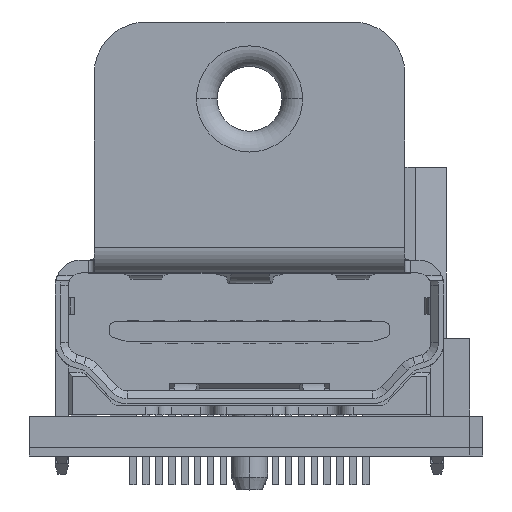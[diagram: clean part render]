
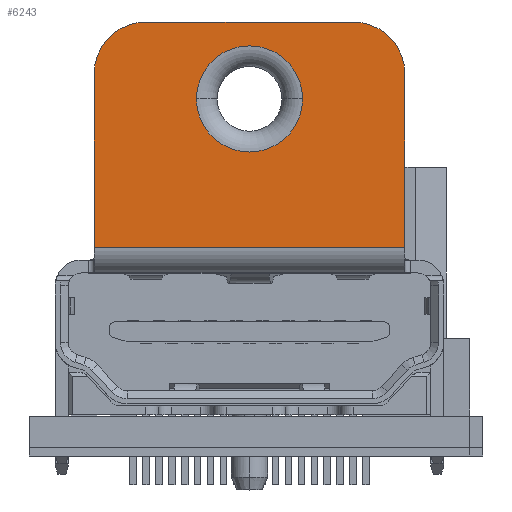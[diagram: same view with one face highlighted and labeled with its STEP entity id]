
A CAD part, left-side view. The second image highlights one B-rep face of the part: STEP entity #6243.
In plain terms, the highlighted planar face has unit normal (-1, 0, 0).
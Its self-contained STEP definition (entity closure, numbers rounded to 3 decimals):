
#548 = EDGE_LOOP ( 'NONE', ( #5728, #11629, #11013, #1708, #13236, #3325 ) ) ;
#915 = EDGE_CURVE ( 'NONE', #11657, #19861, #15483, .T. ) ;
#1098 = EDGE_CURVE ( 'NONE', #14858, #17491, #14473, .T. ) ;
#1708 = ORIENTED_EDGE ( 'NONE', *, *, #915, .T. ) ;
#2096 = VERTEX_POINT ( 'NONE', #4666 ) ;
#2294 = ORIENTED_EDGE ( 'NONE', *, *, #3631, .T. ) ;
#2561 = AXIS2_PLACEMENT_3D ( 'NONE', #7556, #20510, #12335 ) ;
#2694 = LINE ( 'NONE', #15111, #18792 ) ;
#3325 = ORIENTED_EDGE ( 'NONE', *, *, #10680, .T. ) ;
#3631 = EDGE_CURVE ( 'NONE', #20639, #2096, #10519, .T. ) ;
#4076 = CARTESIAN_POINT ( 'NONE',  ( 9., 22.5, 14.415 ) ) ;
#4666 = CARTESIAN_POINT ( 'NONE',  ( 9., 20.55, 13.445 ) ) ;
#5245 = CARTESIAN_POINT ( 'NONE',  ( 9., 14.5, 16.415 ) ) ;
#5504 = CARTESIAN_POINT ( 'NONE',  ( 9., 24.5, 7.715 ) ) ;
#5684 = CARTESIAN_POINT ( 'NONE',  ( 9., 12.5, 14.415 ) ) ;
#5728 = ORIENTED_EDGE ( 'NONE', *, *, #1098, .F. ) ;
#5891 = CARTESIAN_POINT ( 'NONE',  ( 9., 22.5, 16.415 ) ) ;
#6243 = ADVANCED_FACE ( 'NONE', ( #19364, #6832 ), #12275, .T. ) ;
#6510 = EDGE_CURVE ( 'NONE', #7659, #19861, #17566, .T. ) ;
#6832 = FACE_BOUND ( 'NONE', #18287, .T. ) ;
#6886 = EDGE_CURVE ( 'NONE', #21103, #11657, #2694, .T. ) ;
#7556 = CARTESIAN_POINT ( 'NONE',  ( 9., 18.5, 13.445 ) ) ;
#7659 = VERTEX_POINT ( 'NONE', #18664 ) ;
#9074 = DIRECTION ( 'NONE',  ( 0., 0., -1. ) ) ;
#9181 = AXIS2_PLACEMENT_3D ( 'NONE', #4076, #16895, #15501 ) ;
#10519 = CIRCLE ( 'NONE', #20280, 2.05 ) ;
#10680 = EDGE_CURVE ( 'NONE', #7659, #17491, #16261, .T. ) ;
#10740 = CARTESIAN_POINT ( 'NONE',  ( 9., 24.5, 7.715 ) ) ;
#11013 = ORIENTED_EDGE ( 'NONE', *, *, #6886, .T. ) ;
#11443 = CIRCLE ( 'NONE', #2561, 2.05 ) ;
#11596 = DIRECTION ( 'NONE',  ( 0., 0., -1. ) ) ;
#11629 = ORIENTED_EDGE ( 'NONE', *, *, #14062, .T. ) ;
#11657 = VERTEX_POINT ( 'NONE', #5504 ) ;
#12245 = DIRECTION ( 'NONE',  ( 0., -1., 0. ) ) ;
#12275 = PLANE ( 'NONE',  #18140 ) ;
#12335 = DIRECTION ( 'NONE',  ( 0., 1., 0. ) ) ;
#12442 = DIRECTION ( 'NONE',  ( 0., -1., 0. ) ) ;
#12460 = DIRECTION ( 'NONE',  ( -1., 0., 0. ) ) ;
#12731 = CARTESIAN_POINT ( 'NONE',  ( 9., 16.45, 13.445 ) ) ;
#12800 = DIRECTION ( 'NONE',  ( 1., 0., 0. ) ) ;
#13236 = ORIENTED_EDGE ( 'NONE', *, *, #6510, .F. ) ;
#13444 = VECTOR ( 'NONE', #9074, 1000. ) ;
#13945 = VECTOR ( 'NONE', #14895, 1000. ) ;
#14062 = EDGE_CURVE ( 'NONE', #14858, #21103, #15215, .T. ) ;
#14473 = LINE ( 'NONE', #18819, #13945 ) ;
#14858 = VERTEX_POINT ( 'NONE', #5891 ) ;
#14895 = DIRECTION ( 'NONE',  ( 0., -1., 0. ) ) ;
#15111 = CARTESIAN_POINT ( 'NONE',  ( 9., 24.5, 14.415 ) ) ;
#15215 = CIRCLE ( 'NONE', #9181, 2. ) ;
#15268 = CARTESIAN_POINT ( 'NONE',  ( 9., 12.5, 7.715 ) ) ;
#15483 = LINE ( 'NONE', #10740, #18038 ) ;
#15501 = DIRECTION ( 'NONE',  ( 0., 0., 1. ) ) ;
#15518 = DIRECTION ( 'NONE',  ( 0., 0., 1. ) ) ;
#15729 = CARTESIAN_POINT ( 'NONE',  ( 9., 24.5, 16.415 ) ) ;
#16251 = CARTESIAN_POINT ( 'NONE',  ( 9., 18.5, 13.445 ) ) ;
#16261 = CIRCLE ( 'NONE', #17120, 2. ) ;
#16524 = EDGE_CURVE ( 'NONE', #2096, #20639, #11443, .T. ) ;
#16895 = DIRECTION ( 'NONE',  ( -1., 0., 0. ) ) ;
#17120 = AXIS2_PLACEMENT_3D ( 'NONE', #20714, #12460, #12245 ) ;
#17491 = VERTEX_POINT ( 'NONE', #5245 ) ;
#17566 = LINE ( 'NONE', #5684, #13444 ) ;
#17812 = DIRECTION ( 'NONE',  ( 0., -1., 0. ) ) ;
#18038 = VECTOR ( 'NONE', #12442, 1000. ) ;
#18140 = AXIS2_PLACEMENT_3D ( 'NONE', #15729, #20512, #15518 ) ;
#18287 = EDGE_LOOP ( 'NONE', ( #2294, #20972 ) ) ;
#18664 = CARTESIAN_POINT ( 'NONE',  ( 9., 12.5, 14.415 ) ) ;
#18792 = VECTOR ( 'NONE', #11596, 1000. ) ;
#18819 = CARTESIAN_POINT ( 'NONE',  ( 9., 22.5, 16.415 ) ) ;
#19364 = FACE_OUTER_BOUND ( 'NONE', #548, .T. ) ;
#19861 = VERTEX_POINT ( 'NONE', #15268 ) ;
#20280 = AXIS2_PLACEMENT_3D ( 'NONE', #16251, #12800, #17812 ) ;
#20510 = DIRECTION ( 'NONE',  ( 1., 0., 0. ) ) ;
#20512 = DIRECTION ( 'NONE',  ( -1., 0., 0. ) ) ;
#20639 = VERTEX_POINT ( 'NONE', #12731 ) ;
#20714 = CARTESIAN_POINT ( 'NONE',  ( 9., 14.5, 14.415 ) ) ;
#20728 = CARTESIAN_POINT ( 'NONE',  ( 9., 24.5, 14.415 ) ) ;
#20972 = ORIENTED_EDGE ( 'NONE', *, *, #16524, .T. ) ;
#21103 = VERTEX_POINT ( 'NONE', #20728 ) ;
